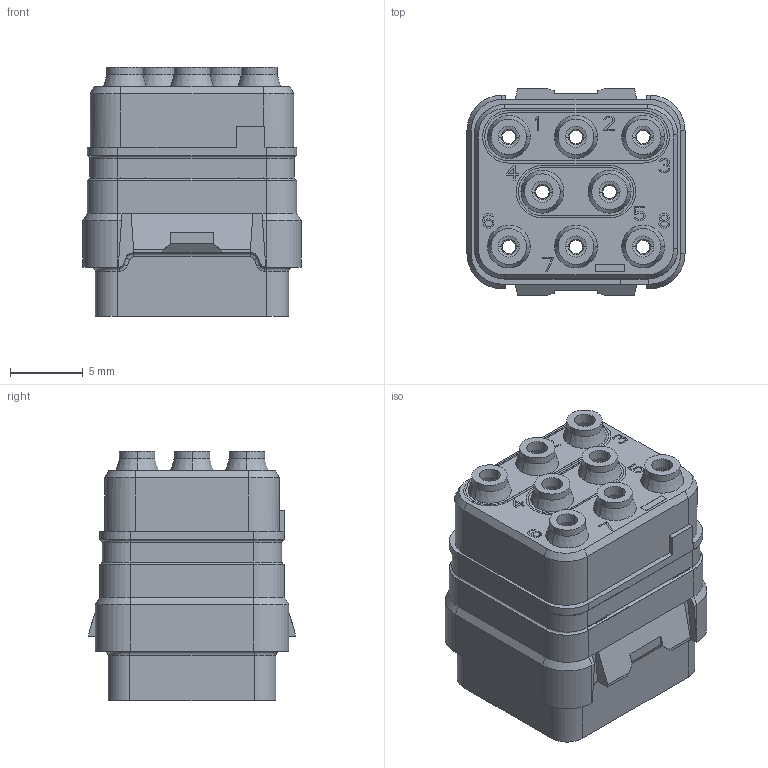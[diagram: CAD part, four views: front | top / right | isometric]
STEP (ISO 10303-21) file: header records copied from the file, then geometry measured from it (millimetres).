
FILE_DESCRIPTION((''),'2;1');
FILE_NAME('SIMMZ0816PN','2019-12-11T',('presta_be4'),(''),'CREO PARAMETRIC BY PTC INC, 2018360','CREO PARAMETRIC BY PTC INC, 2018360','');
FILE_SCHEMA(('CONFIG_CONTROL_DESIGN'));
Length unit declared in the file: millimetre
Products named in the file (1): SIMMZ0816PN
Bounding box: 15 x 14.2 x 17.14 mm (x, y, z)
Volume: 1433.8 mm3; surface area: 3145.2 mm2
Topology: 1 solids, 1 shells, 1583 faces, 3966 edges, 2488 vertices
Faces by surface type: plane 862, cylinder 349, torus 192, cone 160, bspline 20
Entity records: 47314 total; most frequent: CARTESIAN_POINT 8466, DIRECTION 8295, ORIENTED_EDGE 7932, EDGE_CURVE 3966, AXIS2_PLACEMENT_3D 2778, VECTOR 2739, LINE 2739, VERTEX_POINT 2488
